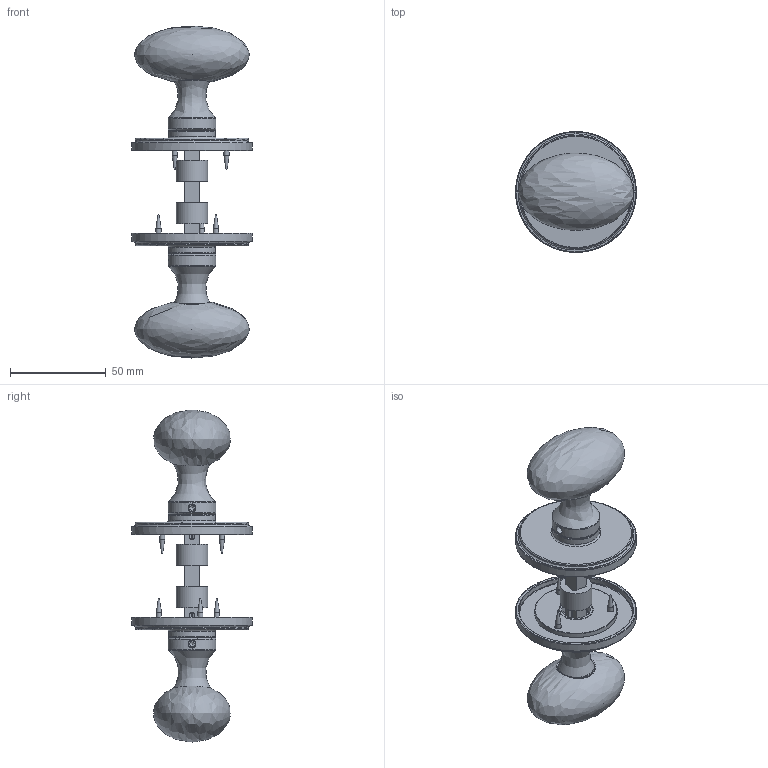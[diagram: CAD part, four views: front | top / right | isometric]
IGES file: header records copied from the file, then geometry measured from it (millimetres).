
Global section: file name: PK7487R63; native system: Autodesk Inventor 2024; preprocessor: unknown; author: rclarke; date: 20250319.133641; units: millimetre
Bounding box: 63 x 62.98 x 173.2 mm (x, y, z)
Volume: 127586.9 mm3; surface area: 53359.9 mm2
Topology: 25 solids, 25 shells, 406 faces, 1112 edges, 774 vertices
Faces by surface type: bspline 406
